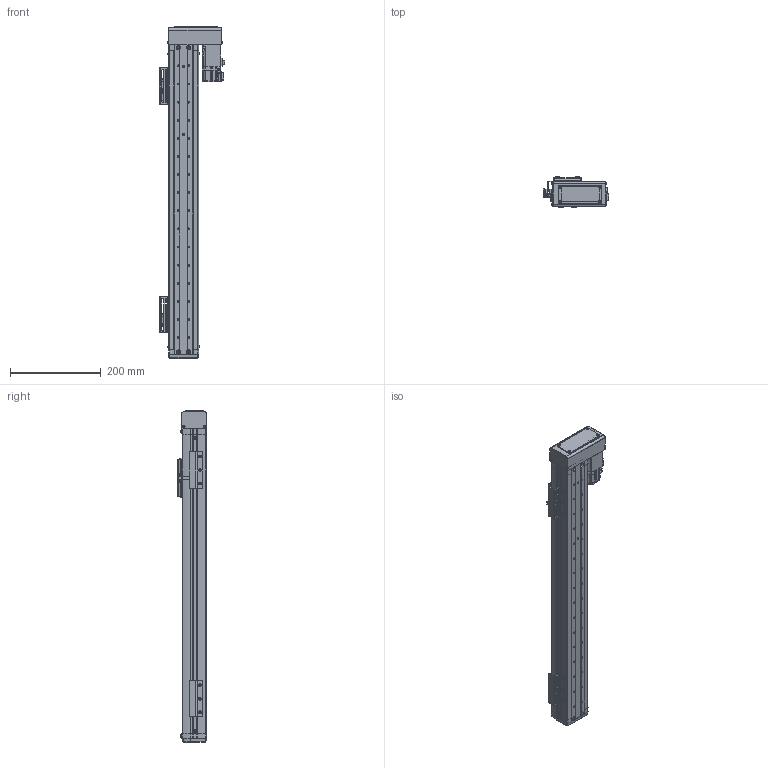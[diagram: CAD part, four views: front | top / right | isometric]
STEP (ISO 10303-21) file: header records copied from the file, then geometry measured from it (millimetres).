
FILE_DESCRIPTION (( 'STEP AP203' ), '1' );
FILE_NAME ('MA60-XXX-PR-500-XX-SL-OF.STEP', '2020-08-03T05:00:38', ( '彌營遵' ), ( '' ), 'SwSTEP 2.0', 'SolidWorks 2013', '' );
FILE_SCHEMA (( 'CONFIG_CONTROL_DESIGN' ));
Length unit declared in the file: millimetre
Products named in the file (33): MA60 FPC 唯衛璽(P)_ル遽; 渠蘆 犒餌MA60 SIDE COVER-500_1_ル遽; BEARING HOUSING(堅薑)(P)_ル遽; MA奢辨 SENSOR_4; END COVER(066)(P)_ル遽; TENSION BLOCK(P)_ル遽; MA60 STEEL BELT-500_ル遽; BEARING HOUSING(雖雖)_ル遽; MA60-XXX-PR-500-XX-SL-OF; socket head cap screw_ks_KS 1003 - M3 x 10 x 10-N; STEEL BELT FIX_ル遽; 15WN-SS-ZZ-block_賥飶; socket head cap screw_ks_KS 1003 - M3 x 5 x 5-N; CARRIER COVER(P)_ル遽; CARRIER_ル遽; spring lock washer_ks_KS 1324 - M3; SENSOR DOG(066)(P)_ル遽; BALL NUT; countersunk flat cross head screw_ks_KS 1023 FC- M3 x 5-N; FRONT PLATE ASSY(PR); TENSION PRATE(P)_ル遽; FRONT PLATE_ル遽; BEARING CAP_ル遽; MA Sensor Brk_ル遽; pan cross head_ks_KS 1023 PC- M3 x 5-N; FRONT PLATE COVER_ル遽; DEMPER; EE-SX-674(奢辨 撫憮)_ル遽; socket head cap screw_ks_KS 1003 - M4 x 20 x 20-N; hg-kr13_; MA60 SIDE COVER-500_1_ル遽; MA60 LM GUIDE(P)-500; MA奢辨 SENSOR_3
Assembly tree (76 placements, depth 3):
  MA60-XXX-PR-500-XX-SL-OF
    MA60 LM GUIDE(P)-500
    BEARING HOUSING(堅薑)(P)_ル遽
    BEARING HOUSING(雖雖)_ル遽
    15WN-SS-ZZ-block_賥飶
    CARRIER_ル遽
    BALL NUT
    BEARING CAP_ル遽
    DEMPER
    MA60 SIDE COVER-500_1_ル遽
    渠蘆 犒餌MA60 SIDE COVER-500_1_ル遽
    MA60 STEEL BELT-500_ル遽
    STEEL BELT FIX_ル遽  x2
    CARRIER COVER(P)_ル遽
    SENSOR DOG(066)(P)_ル遽
    FRONT PLATE ASSY(PR)
      FRONT PLATE_ル遽
      FRONT PLATE COVER_ル遽
      hg-kr13_
      MA60 FPC 唯衛璽(P)_ル遽
      TENSION BLOCK(P)_ル遽
      TENSION PRATE(P)_ル遽
      pan cross head_ks_KS 1023 PC- M3 x 5-N  x8
      socket head cap screw_ks_KS 1003 - M4 x 20 x 20-N  x2
    END COVER(066)(P)_ル遽
    pan cross head_ks_KS 1023 PC- M3 x 5-N  x8
    socket head cap screw_ks_KS 1003 - M3 x 10 x 10-N  x4
    socket head cap screw_ks_KS 1003 - M3 x 5 x 5-N  x2
    spring lock washer_ks_KS 1324 - M3  x2
    countersunk flat cross head screw_ks_KS 1023 FC- M3 x 5-N  x2
    MA奢辨 SENSOR_3
      MA Sensor Brk_ル遽
      EE-SX-674(奢辨 撫憮)_ル遽  x2
      socket head cap screw_ks_KS 1003 - M3 x 5 x 5-N  x7
      spring lock washer_ks_KS 1324 - M3  x3
    MA奢辨 SENSOR_4
      MA Sensor Brk_ル遽
      EE-SX-674(奢辨 撫憮)_ル遽
      socket head cap screw_ks_KS 1003 - M3 x 5 x 5-N  x5
      spring lock washer_ks_KS 1324 - M3  x3
Bounding box: 143.5 x 65.9 x 732.95 mm (x, y, z)
Volume: 1009015.7 mm3; surface area: 555582.7 mm2
Topology: 73 solids, 73 shells, 3218 faces, 8067 edges, 5030 vertices
Faces by surface type: plane 1596, cylinder 856, cone 345, torus 190, bspline 189, sphere 42
Entity records: 76523 total; most frequent: CARTESIAN_POINT 23908, ORIENTED_EDGE 10030, DIRECTION 9523, EDGE_CURVE 5015, VERTEX_POINT 3271, AXIS2_PLACEMENT_3D 3244, LINE 3035, VECTOR 3035
